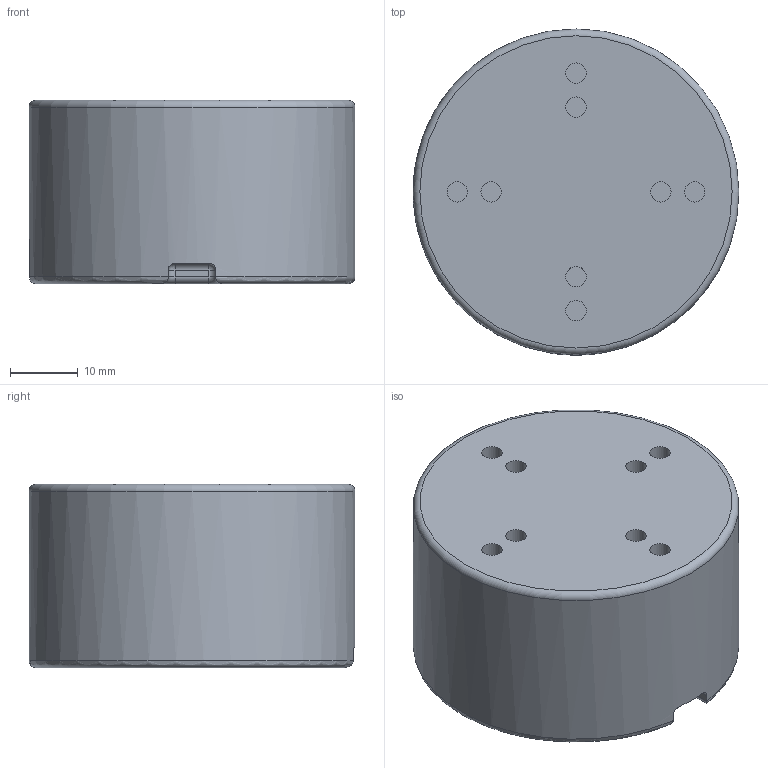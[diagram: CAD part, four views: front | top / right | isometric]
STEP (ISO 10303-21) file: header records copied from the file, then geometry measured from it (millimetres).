
FILE_DESCRIPTION(('FreeCAD Model'),'2;1');
FILE_NAME('Open CASCADE Shape Model','2025-08-03T22:53:00',('Author'),( ''),'Open CASCADE STEP processor 7.6','FreeCAD','Unknown');
FILE_SCHEMA(('AUTOMOTIVE_DESIGN { 1 0 10303 214 1 1 1 1 }'));
Length unit declared in the file: millimetre
Products named in the file (1): YGM4827
Bounding box: 48 x 48 x 27 mm (x, y, z)
Volume: 48065 mm3; surface area: 8342.7 mm2
Topology: 1 solids, 1 shells, 54 faces, 96 edges, 58 vertices
Faces by surface type: cylinder 25, plane 22, torus 5, sphere 2
Full cylindrical faces by diameter (mm): 3 x16, 48 x1
Entity records: 2779 total; most frequent: CARTESIAN_POINT 707, DIRECTION 417, ORIENTED_EDGE 188, PCURVE 188, DEFINITIONAL_REPRESENTATION 188, LINE 177, VECTOR 177, AXIS2_PLACEMENT_3D 110
